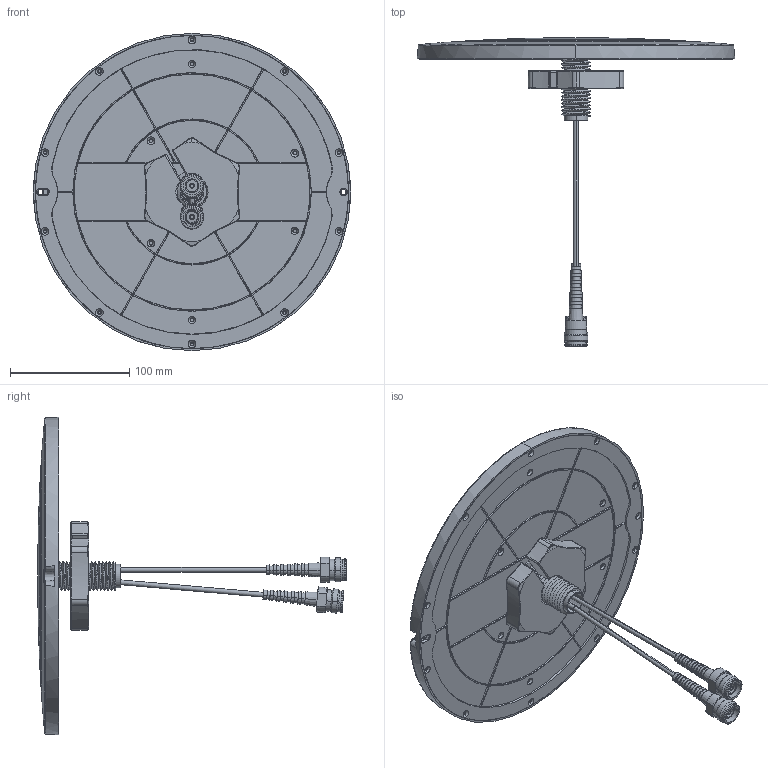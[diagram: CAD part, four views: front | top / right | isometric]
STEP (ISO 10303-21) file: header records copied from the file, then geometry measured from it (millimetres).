
FILE_DESCRIPTION (( 'STEP AP214' ), '1' );
FILE_NAME ('PE51224.STEP', '2021-04-19T18:40:56', ( '' ), ( '' ), 'SwSTEP 2.0', 'SolidWorks 2020', '' );
FILE_SCHEMA (( 'AUTOMOTIVE_DESIGN' ));
Length unit declared in the file: inch
Products named in the file (3): 4.3-10 FEMALE CONNECTOR; PE51224; PE51224-MA1
Assembly tree (3 placements, depth 2):
  PE51224
    PE51224-MA1
    4.3-10 FEMALE CONNECTOR  x2
Bounding box: 266 x 258.36 x 266 mm (x, y, z)
Volume: 15641.3 mm3; surface area: 305609.9 mm2
Topology: 2 solids, 7 shells, 899 faces, 2279 edges, 1467 vertices
Faces by surface type: cone 280, plane 236, cylinder 192, bspline 191
Full cylindrical faces by diameter (mm): 20 x1
Entity records: 54445 total; most frequent: CARTESIAN_POINT 36955, ORIENTED_EDGE 4109, DIRECTION 2868, EDGE_CURVE 2065, VERTEX_POINT 1334, AXIS2_PLACEMENT_3D 1154, EDGE_LOOP 913, B_SPLINE_CURVE_WITH_KNOTS 882
